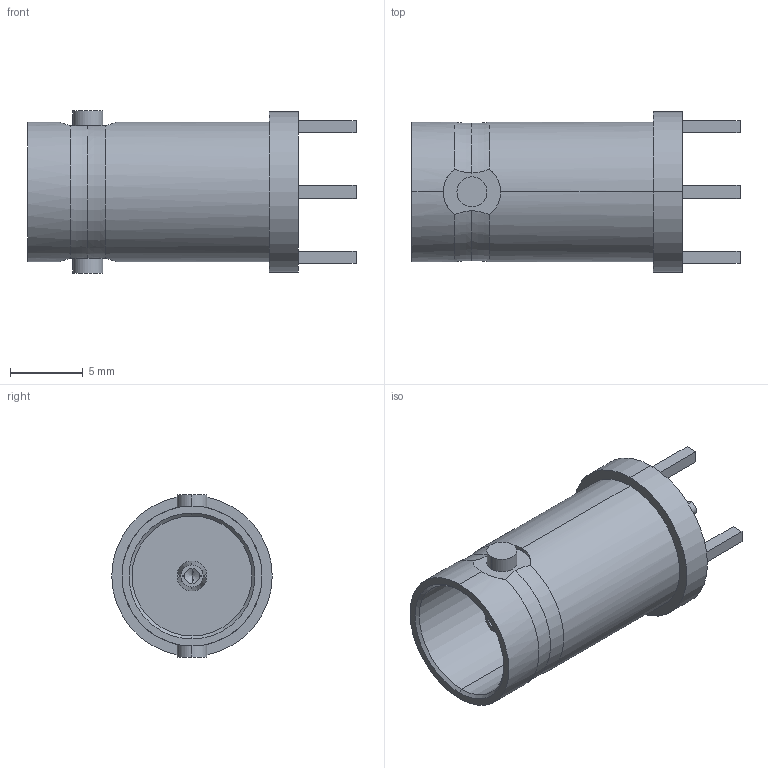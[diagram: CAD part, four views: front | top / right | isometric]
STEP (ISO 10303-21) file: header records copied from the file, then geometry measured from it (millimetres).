
FILE_DESCRIPTION (( 'STEP AP214' ), '1' );
FILE_NAME ('V7C00016.STEP', '2018-10-26T17:40:25', ( '' ), ( '' ), 'SwSTEP 2.0', 'SolidWorks 2017', '' );
FILE_SCHEMA (( 'AUTOMOTIVE_DESIGN' ));
Length unit declared in the file: inch
Products named in the file (1): V7C00016
Bounding box: 22.5 x 11 x 11.13 mm (x, y, z)
Volume: 763.9 mm3; surface area: 1230.3 mm2
Topology: 1 solids, 1 shells, 74 faces, 178 edges, 115 vertices
Faces by surface type: plane 38, cylinder 26, cone 6, torus 4
Entity records: 2595 total; most frequent: CARTESIAN_POINT 504, DIRECTION 362, ORIENTED_EDGE 352, EDGE_CURVE 176, AXIS2_PLACEMENT_3D 135, VERTEX_POINT 115, VECTOR 92, LINE 92
